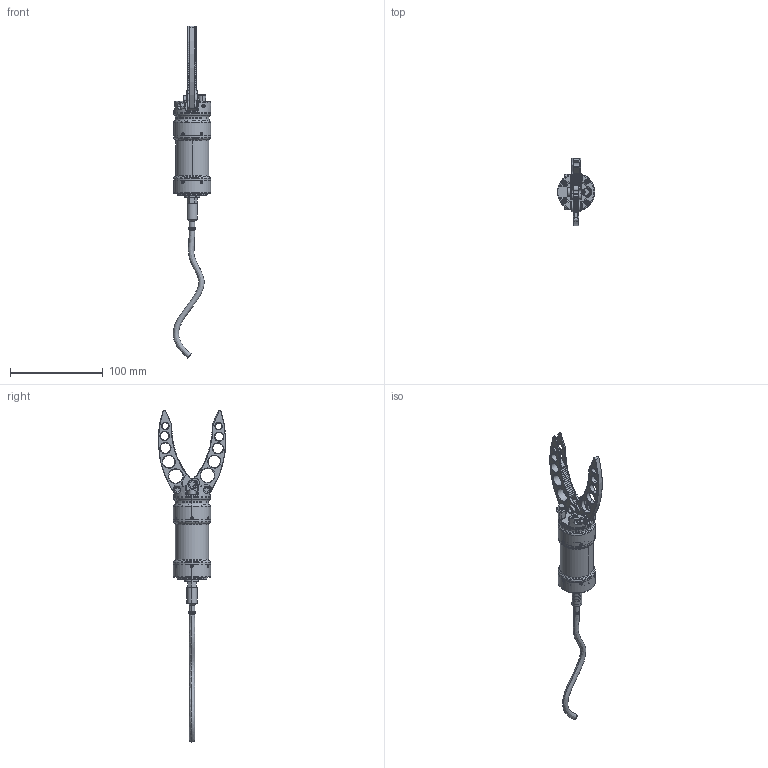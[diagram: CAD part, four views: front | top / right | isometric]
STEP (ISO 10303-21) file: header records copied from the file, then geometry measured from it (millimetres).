
FILE_DESCRIPTION (( 'STEP AP214' ), '1' );
FILE_NAME ('RS1-1300-Defeatured.STEP', '2018-01-14T01:28:26', ( 'Michael Bailey' ), ( '' ), 'SwSTEP 2.0', 'SolidWorks 2016', '' );
FILE_SCHEMA (( 'AUTOMOTIVE_DESIGN' ));
Length unit declared in the file: millimetre
Products named in the file (17): BOLT-SH-M2P5LX_BOLT-SH-M2P5L12; WTM_0509_006_1; BOLT-SS-M4LXX_BOLT-SS-M4L16; BOLT-SS-M3LXX_BOLT-SS-M3L16; XFM_0405_04_1; RS1-130; RS1-139; RS1-124; RS1-123; RS1-1300-Defeatured; HUMG-CCP; RS1-131; HUMG-BCR-SAE; BOLT-CS-M1P6LX_BOLT-CS-M1P6L2; RS1-104; RS1-100_Short; RS1-1014
Assembly tree (35 placements, depth 3):
  RS1-1300-Defeatured
    RS1-123
    RS1-1014
      RS1-124
      RS1-139
      RS1-130
      XFM_0405_04_1  x4
      BOLT-SS-M3LXX_BOLT-SS-M3L16  x2
      BOLT-SS-M4LXX_BOLT-SS-M4L16
      WTM_0509_006_1  x2
      BOLT-SH-M2P5LX_BOLT-SH-M2P5L12  x4
    RS1-100_Short
    RS1-104
    BOLT-CS-M1P6LX_BOLT-CS-M1P6L2  x12
    HUMG-BCR-SAE
    RS1-131
    HUMG-CCP
Bounding box: 40.31 x 72.67 x 357.01 mm (x, y, z)
Volume: 65395.7 mm3; surface area: 59325 mm2
Topology: 35 solids, 35 shells, 2024 faces, 4791 edges, 2878 vertices
Faces by surface type: cylinder 943, plane 484, cone 352, torus 185, bspline 44, sphere 16
Entity records: 59502 total; most frequent: CARTESIAN_POINT 20084, DIRECTION 8578, ORIENTED_EDGE 7666, EDGE_CURVE 3833, AXIS2_PLACEMENT_3D 3514, VERTEX_POINT 2350, CIRCLE 1896, EDGE_LOOP 1807
